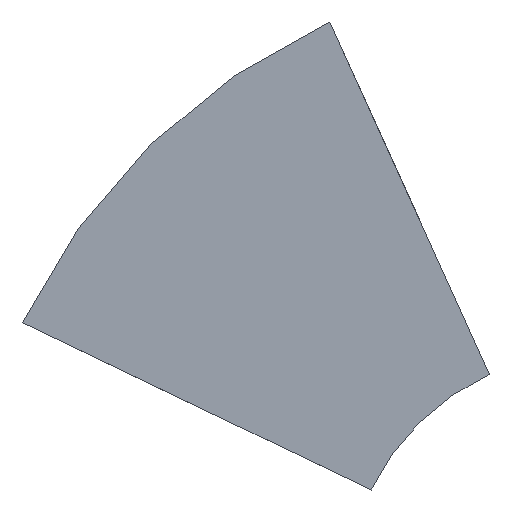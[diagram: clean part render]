
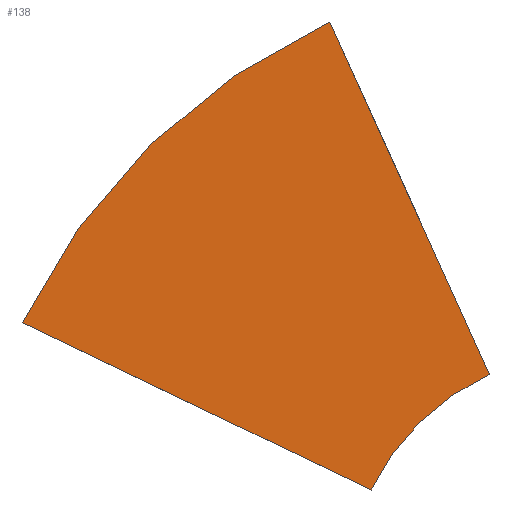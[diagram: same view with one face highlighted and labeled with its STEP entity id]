
A CAD part, front view. The second image highlights one B-rep face of the part: STEP entity #138.
In plain terms, the highlighted planar face has unit normal (0, -1, 0).
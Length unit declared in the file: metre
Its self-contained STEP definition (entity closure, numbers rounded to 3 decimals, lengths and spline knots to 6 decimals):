
#12=CIRCLE('',#155,0.0025);
#17=CIRCLE('',#164,0.0065);
#49=ORIENTED_EDGE('',*,*,#66,.F.);
#50=ORIENTED_EDGE('',*,*,#63,.F.);
#51=ORIENTED_EDGE('',*,*,#60,.T.);
#52=ORIENTED_EDGE('',*,*,#74,.F.);
#60=EDGE_CURVE('',#79,#78,#90,.T.);
#63=EDGE_CURVE('',#79,#81,#12,.T.);
#66=EDGE_CURVE('',#81,#83,#94,.T.);
#74=EDGE_CURVE('',#83,#78,#17,.T.);
#78=VERTEX_POINT('',#217);
#79=VERTEX_POINT('',#219);
#81=VERTEX_POINT('',#225);
#83=VERTEX_POINT('',#231);
#90=LINE('',#218,#102);
#94=LINE('',#230,#106);
#102=VECTOR('',#174,1.);
#106=VECTOR('',#186,1.);
#117=EDGE_LOOP('',(#49,#50,#51,#52));
#125=FACE_BOUND('',#117,.T.);
#130=PLANE('',#165);
#138=ADVANCED_FACE('',(#125),#130,.T.);
#155=AXIS2_PLACEMENT_3D('',#224,#179,#180);
#164=AXIS2_PLACEMENT_3D('',#245,#203,#204);
#165=AXIS2_PLACEMENT_3D('',#246,#205,#206);
#174=DIRECTION('',(-0.412,0.,0.911));
#179=DIRECTION('',(0.,-1.,0.));
#180=DIRECTION('',(0.,0.,-1.));
#186=DIRECTION('',(-0.902,0.,0.433));
#203=DIRECTION('',(0.,1.,0.));
#204=DIRECTION('',(0.,0.,-1.));
#205=DIRECTION('',(0.,-1.,0.));
#206=DIRECTION('',(1.,0.,0.));
#217=CARTESIAN_POINT('',(0.12907,0.046,-0.023011));
#218=CARTESIAN_POINT('',(0.129895,0.046,-0.024833));
#219=CARTESIAN_POINT('',(0.13072,0.046,-0.026655));
#224=CARTESIAN_POINT('',(0.131751,0.046,-0.028932));
#225=CARTESIAN_POINT('',(0.129497,0.046,-0.02785));
#230=CARTESIAN_POINT('',(0.127694,0.046,-0.026985));
#231=CARTESIAN_POINT('',(0.125891,0.046,-0.026119));
#245=CARTESIAN_POINT('',(0.131751,0.046,-0.028932));
#246=CARTESIAN_POINT('',(0.128305,0.046,-0.025431));
